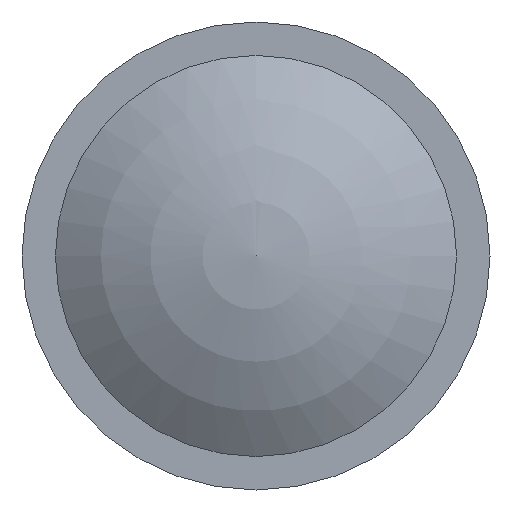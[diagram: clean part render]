
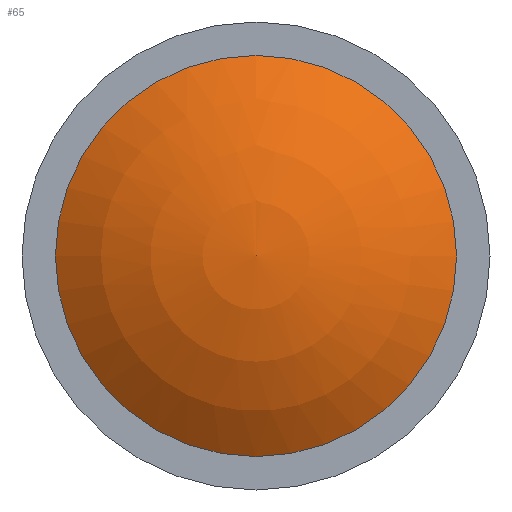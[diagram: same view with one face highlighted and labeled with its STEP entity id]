
A CAD part, front view. The second image highlights one B-rep face of the part: STEP entity #65.
In plain terms, the highlighted spherical face has radius 5 mm.
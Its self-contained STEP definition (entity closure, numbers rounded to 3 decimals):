
#20=SPHERICAL_SURFACE('',#87,5.);
#30=ORIENTED_EDGE('',*,*,#31,.F.);
#31=EDGE_CURVE('',#35,#35,#39,.T.);
#35=VERTEX_POINT('',#111);
#39=CIRCLE('',#80,3.);
#50=EDGE_LOOP('',(#30));
#58=FACE_BOUND('',#50,.T.);
#65=ADVANCED_FACE('',(#58),#20,.T.);
#80=AXIS2_PLACEMENT_3D('',#110,#92,#93);
#87=AXIS2_PLACEMENT_3D('',#121,#106,#107);
#92=DIRECTION('',(0.,1.,0.));
#93=DIRECTION('',(0.,0.,1.));
#106=DIRECTION('',(0.,1.,0.));
#107=DIRECTION('',(0.,0.,1.));
#110=CARTESIAN_POINT('',(0.,-3.2,0.));
#111=CARTESIAN_POINT('',(0.,-3.2,3.));
#121=CARTESIAN_POINT('',(0.,0.8,0.));
